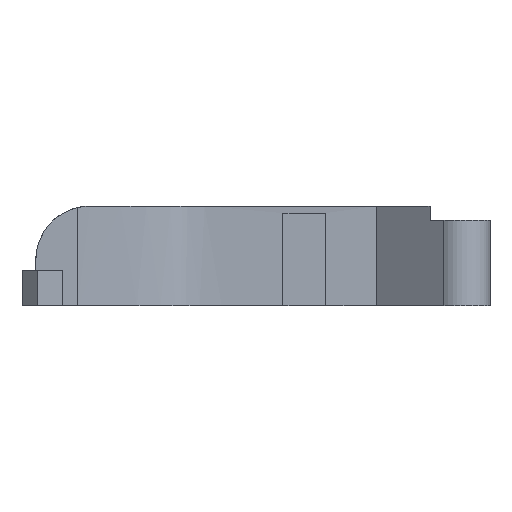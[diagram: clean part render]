
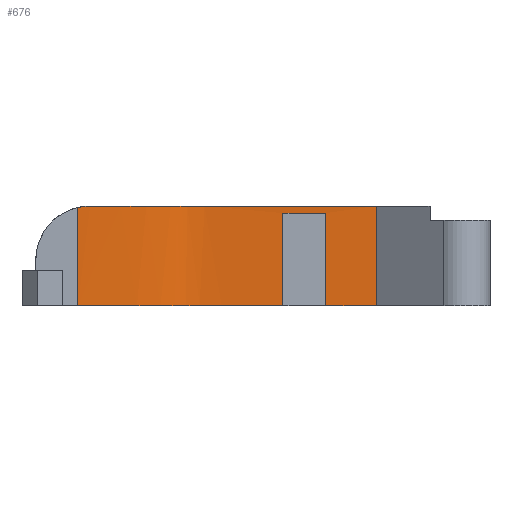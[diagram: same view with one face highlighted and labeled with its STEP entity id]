
A CAD part, front view. The second image highlights one B-rep face of the part: STEP entity #676.
In plain terms, the highlighted free-form (B-spline) face has degree [3, 1] with [16, 2] control points.
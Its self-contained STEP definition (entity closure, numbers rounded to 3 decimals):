
#45=B_SPLINE_SURFACE_WITH_KNOTS('',3,1,((#1511,#1512),(#1513,#1514),(#1515,
#1516),(#1517,#1518),(#1519,#1520),(#1521,#1522),(#1523,#1524),(#1525,#1526),
(#1527,#1528),(#1529,#1530),(#1531,#1532),(#1533,#1534),(#1535,#1536),(#1537,
#1538),(#1539,#1540),(#1541,#1542)),.UNSPECIFIED.,.F.,.F.,.F.,(4,3,3,3,
3,4),(2,2),(-1.,-0.7,-0.566,-0.438,-0.25,0.),
(0.,0.7),.UNSPECIFIED.);
#52=B_SPLINE_CURVE_WITH_KNOTS('',3,(#1032,#1033,#1034,#1035),
 .UNSPECIFIED.,.F.,.F.,(4,4),(-0.096,0.),.UNSPECIFIED.);
#53=B_SPLINE_CURVE_WITH_KNOTS('',3,(#1043,#1044,#1045,#1046,#1047,#1048,
#1049,#1050,#1051,#1052,#1053,#1054,#1055,#1056,#1057,#1058),
 .UNSPECIFIED.,.F.,.F.,(4,3,3,3,3,4),(-1.,-0.7,-0.566,
-0.438,-0.25,-0.195),.UNSPECIFIED.);
#62=B_SPLINE_CURVE_WITH_KNOTS('',3,(#1430,#1431,#1432,#1433),
 .UNSPECIFIED.,.F.,.F.,(4,4),(-0.309,-0.049),
 .UNSPECIFIED.);
#63=B_SPLINE_CURVE_WITH_KNOTS('',3,(#1440,#1441,#1442,#1443,#1444,#1445),
 .UNSPECIFIED.,.F.,.F.,(4,2,4),(-0.7,-0.35,-0.05),
 .UNSPECIFIED.);
#64=B_SPLINE_CURVE_WITH_KNOTS('',3,(#1450,#1451,#1452,#1453,#1454,#1455),
 .UNSPECIFIED.,.F.,.F.,(4,2,4),(-0.65,-0.35,0.),.UNSPECIFIED.);
#65=B_SPLINE_CURVE_WITH_KNOTS('',3,(#1485,#1486,#1487,#1488),
 .UNSPECIFIED.,.F.,.F.,(4,4),(-0.745,-0.74),
 .UNSPECIFIED.);
#66=B_SPLINE_CURVE_WITH_KNOTS('',3,(#1495,#1496,#1497,#1498,#1499,#1500,
#1501,#1502,#1503,#1504,#1505,#1506,#1507,#1508,#1509,#1510),
 .UNSPECIFIED.,.F.,.F.,(4,3,3,3,3,4),(0.001,0.25,0.438,0.566,
0.7,0.967),.UNSPECIFIED.);
#67=B_SPLINE_CURVE_WITH_KNOTS('',3,(#1545,#1546,#1547,#1548,#1549,#1550,
#1551,#1552,#1553,#1554),.UNSPECIFIED.,.F.,.F.,(4,3,3,4),(-0.125,
-0.077,-0.015,0.),.UNSPECIFIED.);
#98=FACE_OUTER_BOUND('',#137,.T.);
#137=EDGE_LOOP('',(#576,#577,#578,#579,#580,#581,#582,#583,#584,#585));
#199=LINE('',#1543,#260);
#200=LINE('',#1555,#261);
#260=VECTOR('',#872,10.);
#261=VECTOR('',#873,10.);
#292=VERTEX_POINT('',#1029);
#293=VERTEX_POINT('',#1031);
#296=VERTEX_POINT('',#1040);
#297=VERTEX_POINT('',#1042);
#313=VERTEX_POINT('',#1428);
#314=VERTEX_POINT('',#1429);
#323=VERTEX_POINT('',#1482);
#324=VERTEX_POINT('',#1484);
#326=VERTEX_POINT('',#1493);
#327=VERTEX_POINT('',#1544);
#361=EDGE_CURVE('',#293,#292,#52,.T.);
#365=EDGE_CURVE('',#297,#296,#53,.T.);
#392=EDGE_CURVE('',#313,#314,#62,.T.);
#396=EDGE_CURVE('',#293,#313,#63,.T.);
#399=EDGE_CURVE('',#314,#296,#64,.T.);
#414=EDGE_CURVE('',#324,#323,#65,.T.);
#418=EDGE_CURVE('',#323,#326,#66,.T.);
#419=EDGE_CURVE('',#324,#292,#199,.T.);
#420=EDGE_CURVE('',#326,#327,#67,.T.);
#421=EDGE_CURVE('',#327,#297,#200,.T.);
#576=ORIENTED_EDGE('',*,*,#399,.F.);
#577=ORIENTED_EDGE('',*,*,#392,.F.);
#578=ORIENTED_EDGE('',*,*,#396,.F.);
#579=ORIENTED_EDGE('',*,*,#361,.T.);
#580=ORIENTED_EDGE('',*,*,#419,.F.);
#581=ORIENTED_EDGE('',*,*,#414,.T.);
#582=ORIENTED_EDGE('',*,*,#418,.T.);
#583=ORIENTED_EDGE('',*,*,#420,.T.);
#584=ORIENTED_EDGE('',*,*,#421,.T.);
#585=ORIENTED_EDGE('',*,*,#365,.T.);
#676=ADVANCED_FACE('',(#98),#45,.F.);
#872=DIRECTION('',(0.,0.,-1.));
#873=DIRECTION('',(0.,0.,-1.));
#1029=CARTESIAN_POINT('',(-5.947,2.066,-7.));
#1031=CARTESIAN_POINT('',(-9.5,2.081,-7.));
#1032=CARTESIAN_POINT('Ctrl Pts',(-9.5,2.081,-7.));
#1033=CARTESIAN_POINT('Ctrl Pts',(-8.437,2.082,-7.));
#1034=CARTESIAN_POINT('Ctrl Pts',(-7.267,2.079,-7.));
#1035=CARTESIAN_POINT('Ctrl Pts',(-5.947,2.066,-7.));
#1040=CARTESIAN_POINT('',(-12.5,2.069,-7.));
#1042=CARTESIAN_POINT('',(-26.85,-4.618,-7.));
#1043=CARTESIAN_POINT('Ctrl Pts',(-26.85,-4.618,-7.));
#1044=CARTESIAN_POINT('Ctrl Pts',(-24.249,-1.777,-7.));
#1045=CARTESIAN_POINT('Ctrl Pts',(-22.129,0.208,-7.));
#1046=CARTESIAN_POINT('Ctrl Pts',(-20.83,1.104,-7.));
#1047=CARTESIAN_POINT('Ctrl Pts',(-20.251,1.503,-7.));
#1048=CARTESIAN_POINT('Ctrl Pts',(-19.88,1.68,-7.));
#1049=CARTESIAN_POINT('Ctrl Pts',(-19.529,1.794,-7.));
#1050=CARTESIAN_POINT('Ctrl Pts',(-19.19,1.905,-7.));
#1051=CARTESIAN_POINT('Ctrl Pts',(-18.79,1.98,-7.));
#1052=CARTESIAN_POINT('Ctrl Pts',(-18.106,2.023,-7.));
#1053=CARTESIAN_POINT('Ctrl Pts',(-17.109,2.085,-7.));
#1054=CARTESIAN_POINT('Ctrl Pts',(-15.593,2.063,-7.));
#1055=CARTESIAN_POINT('Ctrl Pts',(-13.971,2.064,-7.));
#1056=CARTESIAN_POINT('Ctrl Pts',(-13.496,2.064,-7.));
#1057=CARTESIAN_POINT('Ctrl Pts',(-13.008,2.066,-7.));
#1058=CARTESIAN_POINT('Ctrl Pts',(-12.5,2.069,-7.));
#1428=CARTESIAN_POINT('',(-9.5,2.081,-0.5));
#1429=CARTESIAN_POINT('',(-12.5,2.069,-0.5));
#1430=CARTESIAN_POINT('Ctrl Pts',(-9.5,2.081,-0.5));
#1431=CARTESIAN_POINT('Ctrl Pts',(-10.574,2.08,-0.5));
#1432=CARTESIAN_POINT('Ctrl Pts',(-11.59,2.073,-0.5));
#1433=CARTESIAN_POINT('Ctrl Pts',(-12.5,2.069,-0.5));
#1440=CARTESIAN_POINT('Ctrl Pts',(-9.5,2.081,-7.));
#1441=CARTESIAN_POINT('Ctrl Pts',(-9.5,2.081,-5.833));
#1442=CARTESIAN_POINT('Ctrl Pts',(-9.5,2.081,-4.667));
#1443=CARTESIAN_POINT('Ctrl Pts',(-9.5,2.081,-2.5));
#1444=CARTESIAN_POINT('Ctrl Pts',(-9.5,2.081,-1.5));
#1445=CARTESIAN_POINT('Ctrl Pts',(-9.5,2.081,-0.5));
#1450=CARTESIAN_POINT('Ctrl Pts',(-12.5,2.069,-0.5));
#1451=CARTESIAN_POINT('Ctrl Pts',(-12.5,2.069,-1.5));
#1452=CARTESIAN_POINT('Ctrl Pts',(-12.5,2.069,-2.5));
#1453=CARTESIAN_POINT('Ctrl Pts',(-12.5,2.069,-4.667));
#1454=CARTESIAN_POINT('Ctrl Pts',(-12.5,2.069,-5.833));
#1455=CARTESIAN_POINT('Ctrl Pts',(-12.5,2.069,-7.));
#1482=CARTESIAN_POINT('',(-6.,2.066,0.));
#1484=CARTESIAN_POINT('',(-5.947,2.066,0.));
#1485=CARTESIAN_POINT('Ctrl Pts',(-5.947,2.066,0.));
#1486=CARTESIAN_POINT('Ctrl Pts',(-5.965,2.066,0.));
#1487=CARTESIAN_POINT('Ctrl Pts',(-5.982,2.066,0.));
#1488=CARTESIAN_POINT('Ctrl Pts',(-6.,2.066,0.));
#1493=CARTESIAN_POINT('',(-26.,-3.701,0.));
#1495=CARTESIAN_POINT('Ctrl Pts',(-6.,2.066,0.));
#1496=CARTESIAN_POINT('Ctrl Pts',(-9.412,2.1,0.));
#1497=CARTESIAN_POINT('Ctrl Pts',(-11.819,2.066,0.));
#1498=CARTESIAN_POINT('Ctrl Pts',(-13.971,2.064,0.));
#1499=CARTESIAN_POINT('Ctrl Pts',(-15.593,2.063,0.));
#1500=CARTESIAN_POINT('Ctrl Pts',(-17.109,2.085,0.));
#1501=CARTESIAN_POINT('Ctrl Pts',(-18.106,2.023,0.));
#1502=CARTESIAN_POINT('Ctrl Pts',(-18.79,1.98,0.));
#1503=CARTESIAN_POINT('Ctrl Pts',(-19.19,1.905,0.));
#1504=CARTESIAN_POINT('Ctrl Pts',(-19.529,1.794,0.));
#1505=CARTESIAN_POINT('Ctrl Pts',(-19.88,1.68,0.));
#1506=CARTESIAN_POINT('Ctrl Pts',(-20.251,1.503,0.));
#1507=CARTESIAN_POINT('Ctrl Pts',(-20.83,1.104,0.));
#1508=CARTESIAN_POINT('Ctrl Pts',(-21.985,0.308,0.));
#1509=CARTESIAN_POINT('Ctrl Pts',(-23.787,-1.349,0.));
#1510=CARTESIAN_POINT('Ctrl Pts',(-26.,-3.701,0.));
#1511=CARTESIAN_POINT('Ctrl Pts',(-26.85,-4.618,0.));
#1512=CARTESIAN_POINT('Ctrl Pts',(-26.85,-4.618,-7.));
#1513=CARTESIAN_POINT('Ctrl Pts',(-24.249,-1.777,0.));
#1514=CARTESIAN_POINT('Ctrl Pts',(-24.249,-1.777,-7.));
#1515=CARTESIAN_POINT('Ctrl Pts',(-22.129,0.208,0.));
#1516=CARTESIAN_POINT('Ctrl Pts',(-22.129,0.208,-7.));
#1517=CARTESIAN_POINT('Ctrl Pts',(-20.83,1.104,0.));
#1518=CARTESIAN_POINT('Ctrl Pts',(-20.83,1.104,-7.));
#1519=CARTESIAN_POINT('Ctrl Pts',(-20.251,1.503,0.));
#1520=CARTESIAN_POINT('Ctrl Pts',(-20.251,1.503,-7.));
#1521=CARTESIAN_POINT('Ctrl Pts',(-19.88,1.68,0.));
#1522=CARTESIAN_POINT('Ctrl Pts',(-19.88,1.68,-7.));
#1523=CARTESIAN_POINT('Ctrl Pts',(-19.529,1.794,0.));
#1524=CARTESIAN_POINT('Ctrl Pts',(-19.529,1.794,-7.));
#1525=CARTESIAN_POINT('Ctrl Pts',(-19.19,1.905,0.));
#1526=CARTESIAN_POINT('Ctrl Pts',(-19.19,1.905,-7.));
#1527=CARTESIAN_POINT('Ctrl Pts',(-18.79,1.98,0.));
#1528=CARTESIAN_POINT('Ctrl Pts',(-18.79,1.98,-7.));
#1529=CARTESIAN_POINT('Ctrl Pts',(-18.106,2.023,0.));
#1530=CARTESIAN_POINT('Ctrl Pts',(-18.106,2.023,-7.));
#1531=CARTESIAN_POINT('Ctrl Pts',(-17.109,2.085,0.));
#1532=CARTESIAN_POINT('Ctrl Pts',(-17.109,2.085,-7.));
#1533=CARTESIAN_POINT('Ctrl Pts',(-15.593,2.063,0.));
#1534=CARTESIAN_POINT('Ctrl Pts',(-15.593,2.063,-7.));
#1535=CARTESIAN_POINT('Ctrl Pts',(-13.971,2.064,0.));
#1536=CARTESIAN_POINT('Ctrl Pts',(-13.971,2.064,-7.));
#1537=CARTESIAN_POINT('Ctrl Pts',(-11.808,2.066,0.));
#1538=CARTESIAN_POINT('Ctrl Pts',(-11.808,2.066,-7.));
#1539=CARTESIAN_POINT('Ctrl Pts',(-9.387,2.101,0.));
#1540=CARTESIAN_POINT('Ctrl Pts',(-9.387,2.101,-7.));
#1541=CARTESIAN_POINT('Ctrl Pts',(-5.947,2.066,0.));
#1542=CARTESIAN_POINT('Ctrl Pts',(-5.947,2.066,-7.));
#1543=CARTESIAN_POINT('',(-5.947,2.066,0.));
#1544=CARTESIAN_POINT('',(-26.85,-4.618,-0.096));
#1545=CARTESIAN_POINT('Ctrl Pts',(-26.,-3.701,0.));
#1546=CARTESIAN_POINT('Ctrl Pts',(-26.111,-3.819,0.));
#1547=CARTESIAN_POINT('Ctrl Pts',(-26.221,-3.937,-0.005));
#1548=CARTESIAN_POINT('Ctrl Pts',(-26.331,-4.055,-0.014));
#1549=CARTESIAN_POINT('Ctrl Pts',(-26.472,-4.206,-0.027));
#1550=CARTESIAN_POINT('Ctrl Pts',(-26.612,-4.358,-0.047));
#1551=CARTESIAN_POINT('Ctrl Pts',(-26.751,-4.51,-0.075));
#1552=CARTESIAN_POINT('Ctrl Pts',(-26.784,-4.546,-0.082));
#1553=CARTESIAN_POINT('Ctrl Pts',(-26.817,-4.582,-0.089));
#1554=CARTESIAN_POINT('Ctrl Pts',(-26.85,-4.618,-0.096));
#1555=CARTESIAN_POINT('',(-26.85,-4.618,0.));
